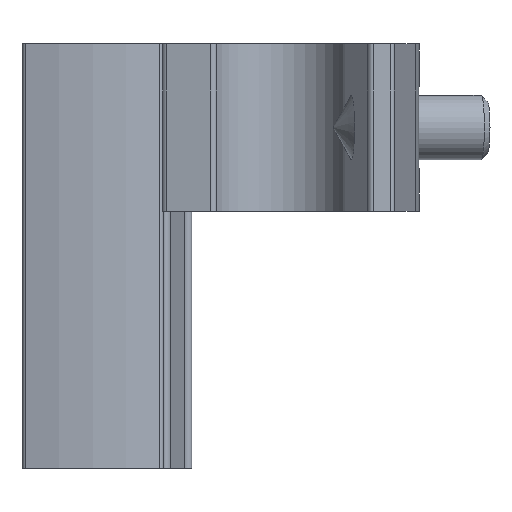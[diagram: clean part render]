
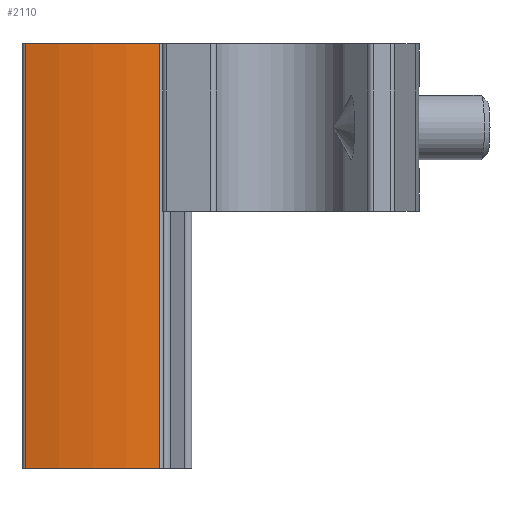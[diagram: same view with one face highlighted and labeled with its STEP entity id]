
A CAD part, front view. The second image highlights one B-rep face of the part: STEP entity #2110.
In plain terms, the highlighted cylindrical face has radius 20 mm (diameter 40 mm), a partial arc.
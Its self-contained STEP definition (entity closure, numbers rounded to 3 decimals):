
#170=CIRCLE('',#2322,20.);
#171=CIRCLE('',#2323,20.);
#326=LINE('',#3448,#514);
#327=LINE('',#3454,#515);
#514=VECTOR('',#2798,1000.);
#515=VECTOR('',#2805,1000.);
#932=ORIENTED_EDGE('',*,*,#1398,.T.);
#933=ORIENTED_EDGE('',*,*,#1399,.F.);
#934=ORIENTED_EDGE('',*,*,#1400,.F.);
#935=ORIENTED_EDGE('',*,*,#1396,.T.);
#1396=EDGE_CURVE('',#1649,#1648,#326,.T.);
#1398=EDGE_CURVE('',#1648,#1650,#170,.T.);
#1399=EDGE_CURVE('',#1651,#1650,#327,.T.);
#1400=EDGE_CURVE('',#1649,#1651,#171,.T.);
#1648=VERTEX_POINT('',#3447);
#1649=VERTEX_POINT('',#3449);
#1650=VERTEX_POINT('',#3453);
#1651=VERTEX_POINT('',#3455);
#1806=EDGE_LOOP('',(#932,#933,#934,#935));
#1934=FACE_BOUND('',#1806,.T.);
#2031=CYLINDRICAL_SURFACE('',#2321,20.);
#2110=ADVANCED_FACE('',(#1934),#2031,.T.);
#2321=AXIS2_PLACEMENT_3D('',#3451,#2801,#2802);
#2322=AXIS2_PLACEMENT_3D('',#3452,#2803,#2804);
#2323=AXIS2_PLACEMENT_3D('',#3456,#2806,#2807);
#2798=DIRECTION('',(0.,0.,-1.));
#2801=DIRECTION('',(0.,0.,-1.));
#2802=DIRECTION('',(-1.,0.,0.));
#2803=DIRECTION('',(0.,0.,1.));
#2804=DIRECTION('',(1.,0.,0.));
#2805=DIRECTION('',(0.,0.,-1.));
#2806=DIRECTION('',(0.,0.,1.));
#2807=DIRECTION('',(1.,0.,0.));
#3447=CARTESIAN_POINT('',(9.196,-4.731,-0.02));
#3448=CARTESIAN_POINT('',(9.196,-4.731,33.));
#3449=CARTESIAN_POINT('',(9.196,-4.731,33.));
#3451=CARTESIAN_POINT('',(14.4,14.58,33.));
#3452=CARTESIAN_POINT('',(14.4,14.58,-0.02));
#3453=CARTESIAN_POINT('',(19.604,-4.731,-0.02));
#3454=CARTESIAN_POINT('',(19.604,-4.731,33.));
#3455=CARTESIAN_POINT('',(19.604,-4.731,33.));
#3456=CARTESIAN_POINT('',(14.4,14.58,33.));
